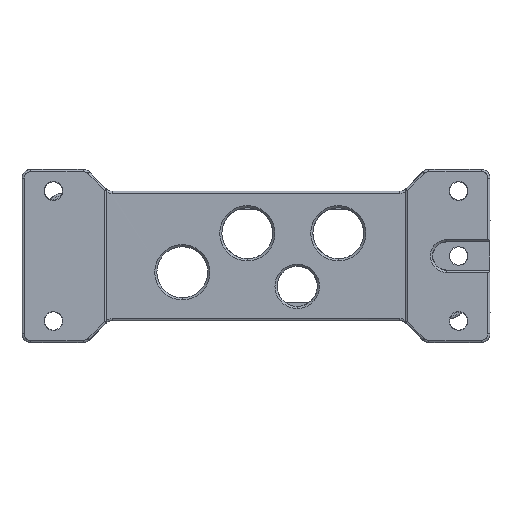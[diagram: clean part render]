
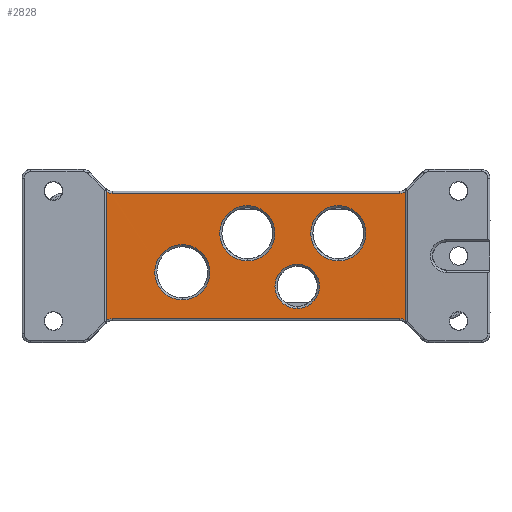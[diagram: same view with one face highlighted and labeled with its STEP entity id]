
A CAD part, front view. The second image highlights one B-rep face of the part: STEP entity #2828.
In plain terms, the highlighted planar face has unit normal (0, -1, 0).
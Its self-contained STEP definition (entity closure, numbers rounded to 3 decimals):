
#2828=ADVANCED_FACE('NONE',(#7228,#7229,#7230,#7231,#7232),#3753,.F.);
#3753=PLANE('',#22104);
#4004=CIRCLE('',#21394,12.75);
#4006=CIRCLE('',#21397,12.75);
#4008=CIRCLE('',#21400,10.25);
#4010=CIRCLE('',#21403,12.75);
#4174=CIRCLE('',#22100,12.75);
#4175=CIRCLE('',#22101,12.75);
#4176=CIRCLE('',#22102,10.25);
#4177=CIRCLE('',#22103,12.75);
#5192=LINE('',#35236,#6526);
#5193=LINE('',#35248,#6527);
#5236=LINE('',#36021,#6570);
#5237=LINE('',#36027,#6571);
#6526=VECTOR('',#25103,1.);
#6527=VECTOR('',#25106,1.);
#6570=VECTOR('',#25235,1.);
#6571=VECTOR('',#25236,1.);
#7228=FACE_BOUND('',#7910,.T.);
#7229=FACE_BOUND('',#7911,.T.);
#7230=FACE_BOUND('',#7912,.T.);
#7231=FACE_BOUND('',#7913,.T.);
#7232=FACE_BOUND('',#7914,.T.);
#7910=EDGE_LOOP('',(#11671,#11672,#11673,#11674,#11675,#11676,#11677,#11678));
#7911=EDGE_LOOP('',(#11679,#11680));
#7912=EDGE_LOOP('',(#11681,#11682));
#7913=EDGE_LOOP('',(#11683,#11684));
#7914=EDGE_LOOP('',(#11685,#11686));
#11671=ORIENTED_EDGE('',*,*,#18724,.F.);
#11672=ORIENTED_EDGE('',*,*,#18653,.F.);
#11673=ORIENTED_EDGE('',*,*,#18794,.F.);
#11674=ORIENTED_EDGE('',*,*,#18795,.F.);
#11675=ORIENTED_EDGE('',*,*,#18796,.F.);
#11676=ORIENTED_EDGE('',*,*,#18656,.F.);
#11677=ORIENTED_EDGE('',*,*,#18721,.F.);
#11678=ORIENTED_EDGE('',*,*,#18797,.F.);
#11679=ORIENTED_EDGE('',*,*,#18798,.T.);
#11680=ORIENTED_EDGE('',*,*,#17120,.T.);
#11681=ORIENTED_EDGE('',*,*,#18799,.T.);
#11682=ORIENTED_EDGE('',*,*,#17124,.T.);
#11683=ORIENTED_EDGE('',*,*,#18800,.T.);
#11684=ORIENTED_EDGE('',*,*,#17128,.T.);
#11685=ORIENTED_EDGE('',*,*,#18801,.T.);
#11686=ORIENTED_EDGE('',*,*,#17132,.T.);
#15134=VERTEX_POINT('',#28333);
#15136=VERTEX_POINT('',#28337);
#15138=VERTEX_POINT('',#28342);
#15140=VERTEX_POINT('',#28346);
#15142=VERTEX_POINT('',#28351);
#15144=VERTEX_POINT('',#28355);
#15146=VERTEX_POINT('',#28360);
#15148=VERTEX_POINT('',#28364);
#16138=VERTEX_POINT('',#35235);
#16139=VERTEX_POINT('',#35237);
#16140=VERTEX_POINT('',#35247);
#16141=VERTEX_POINT('',#35249);
#16183=VERTEX_POINT('',#35576);
#16184=VERTEX_POINT('',#35590);
#16227=VERTEX_POINT('',#36020);
#16228=VERTEX_POINT('',#36022);
#17120=EDGE_CURVE('NONE',#15134,#15136,#4004,.T.);
#17124=EDGE_CURVE('NONE',#15138,#15140,#4006,.T.);
#17128=EDGE_CURVE('NONE',#15142,#15144,#4008,.T.);
#17132=EDGE_CURVE('NONE',#15146,#15148,#4010,.T.);
#18653=EDGE_CURVE('NONE',#16138,#16139,#5192,.T.);
#18656=EDGE_CURVE('NONE',#16140,#16141,#5193,.T.);
#18721=EDGE_CURVE('NONE',#16183,#16140,#20893,.T.);
#18724=EDGE_CURVE('NONE',#16139,#16184,#20896,.T.);
#18794=EDGE_CURVE('NONE',#16227,#16138,#20946,.T.);
#18795=EDGE_CURVE('NONE',#16228,#16227,#5236,.T.);
#18796=EDGE_CURVE('NONE',#16141,#16228,#20947,.T.);
#18797=EDGE_CURVE('NONE',#16184,#16183,#5237,.T.);
#18798=EDGE_CURVE('NONE',#15136,#15134,#4174,.T.);
#18799=EDGE_CURVE('NONE',#15140,#15138,#4175,.T.);
#18800=EDGE_CURVE('NONE',#15144,#15142,#4176,.T.);
#18801=EDGE_CURVE('NONE',#15148,#15146,#4177,.T.);
#20893=B_SPLINE_CURVE_WITH_KNOTS('',3,(#35577,#35578,#35579,#35580),
 .UNSPECIFIED.,.F.,.F.,(4,4),(0.,1.),.UNSPECIFIED.);
#20896=B_SPLINE_CURVE_WITH_KNOTS('',3,(#35604,#35605,#35606,#35607),
 .UNSPECIFIED.,.F.,.F.,(4,4),(0.,1.),.UNSPECIFIED.);
#20946=B_SPLINE_CURVE_WITH_KNOTS('',3,(#36016,#36017,#36018,#36019),
 .UNSPECIFIED.,.F.,.F.,(4,4),(0.,1.),.UNSPECIFIED.);
#20947=B_SPLINE_CURVE_WITH_KNOTS('',3,(#36023,#36024,#36025,#36026),
 .UNSPECIFIED.,.F.,.F.,(4,4),(0.,1.),.UNSPECIFIED.);
#21394=AXIS2_PLACEMENT_3D('',#28338,#23068,#23069);
#21397=AXIS2_PLACEMENT_3D('',#28347,#23076,#23077);
#21400=AXIS2_PLACEMENT_3D('',#28356,#23084,#23085);
#21403=AXIS2_PLACEMENT_3D('',#28365,#23092,#23093);
#22100=AXIS2_PLACEMENT_3D('',#36028,#25237,#25238);
#22101=AXIS2_PLACEMENT_3D('',#36029,#25239,#25240);
#22102=AXIS2_PLACEMENT_3D('',#36030,#25241,#25242);
#22103=AXIS2_PLACEMENT_3D('',#36031,#25243,#25244);
#22104=AXIS2_PLACEMENT_3D('',#36032,#25245,#25246);
#23068=DIRECTION('',(0.,1.,0.));
#23069=DIRECTION('',(0.,0.,1.));
#23076=DIRECTION('',(0.,1.,0.));
#23077=DIRECTION('',(0.,0.,1.));
#23084=DIRECTION('',(0.,1.,0.));
#23085=DIRECTION('',(0.,0.,1.));
#23092=DIRECTION('',(0.,1.,0.));
#23093=DIRECTION('',(0.,0.,1.));
#25103=DIRECTION('',(0.,0.,-1.));
#25106=DIRECTION('',(0.,0.,1.));
#25235=DIRECTION('',(1.,0.,0.));
#25236=DIRECTION('',(-1.,0.,0.));
#25237=DIRECTION('',(0.,1.,0.));
#25238=DIRECTION('',(0.,0.,1.));
#25239=DIRECTION('',(0.,1.,0.));
#25240=DIRECTION('',(0.,0.,1.));
#25241=DIRECTION('',(0.,1.,0.));
#25242=DIRECTION('',(0.,0.,1.));
#25243=DIRECTION('',(0.,1.,0.));
#25244=DIRECTION('',(0.,0.,1.));
#25245=DIRECTION('',(0.,1.,0.));
#25246=DIRECTION('',(0.,0.,1.));
#28333=CARTESIAN_POINT('',(103.983,1.3,-16.733));
#28337=CARTESIAN_POINT('',(103.983,1.3,-42.233));
#28338=CARTESIAN_POINT('',(103.983,1.3,-29.483));
#28342=CARTESIAN_POINT('',(73.983,1.3,-34.733));
#28346=CARTESIAN_POINT('',(73.983,1.3,-60.233));
#28347=CARTESIAN_POINT('',(73.983,1.3,-47.483));
#28351=CARTESIAN_POINT('',(126.983,1.3,-43.733));
#28355=CARTESIAN_POINT('',(126.983,1.3,-64.233));
#28356=CARTESIAN_POINT('',(126.983,1.3,-53.983));
#28360=CARTESIAN_POINT('',(145.983,1.3,-16.733));
#28364=CARTESIAN_POINT('',(145.983,1.3,-42.233));
#28365=CARTESIAN_POINT('',(145.983,1.3,-29.483));
#35235=CARTESIAN_POINT('',(176.983,1.297,-10.342));
#35236=CARTESIAN_POINT('',(176.983,1.3,-70.943));
#35237=CARTESIAN_POINT('',(176.983,1.297,-69.623));
#35247=CARTESIAN_POINT('',(38.983,1.297,-69.623));
#35248=CARTESIAN_POINT('',(38.983,1.3,-70.943));
#35249=CARTESIAN_POINT('',(38.983,1.297,-10.342));
#35576=CARTESIAN_POINT('',(41.554,1.3,-68.911));
#35577=CARTESIAN_POINT('',(41.554,1.3,-68.911));
#35578=CARTESIAN_POINT('',(40.654,1.293,-68.912));
#35579=CARTESIAN_POINT('',(39.755,1.291,-69.161));
#35580=CARTESIAN_POINT('',(38.983,1.294,-69.623));
#35590=CARTESIAN_POINT('',(174.412,1.3,-68.911));
#35604=CARTESIAN_POINT('',(176.983,1.294,-69.623));
#35605=CARTESIAN_POINT('',(176.21,1.291,-69.161));
#35606=CARTESIAN_POINT('',(175.312,1.293,-68.912));
#35607=CARTESIAN_POINT('',(174.412,1.3,-68.911));
#36016=CARTESIAN_POINT('',(174.412,1.3,-11.054));
#36017=CARTESIAN_POINT('',(175.312,1.293,-11.053));
#36018=CARTESIAN_POINT('',(176.21,1.291,-10.805));
#36019=CARTESIAN_POINT('',(176.983,1.294,-10.342));
#36020=CARTESIAN_POINT('',(174.412,1.3,-11.054));
#36021=CARTESIAN_POINT('',(176.983,1.3,-11.054));
#36022=CARTESIAN_POINT('',(41.554,1.3,-11.054));
#36023=CARTESIAN_POINT('',(38.983,1.294,-10.342));
#36024=CARTESIAN_POINT('',(39.755,1.291,-10.805));
#36025=CARTESIAN_POINT('',(40.654,1.293,-11.053));
#36026=CARTESIAN_POINT('',(41.554,1.3,-11.054));
#36027=CARTESIAN_POINT('',(177.366,1.3,-68.911));
#36028=CARTESIAN_POINT('',(103.983,1.3,-29.483));
#36029=CARTESIAN_POINT('',(73.983,1.3,-47.483));
#36030=CARTESIAN_POINT('',(126.983,1.3,-53.983));
#36031=CARTESIAN_POINT('',(145.983,1.3,-29.483));
#36032=CARTESIAN_POINT('',(176.983,1.3,-70.943));
